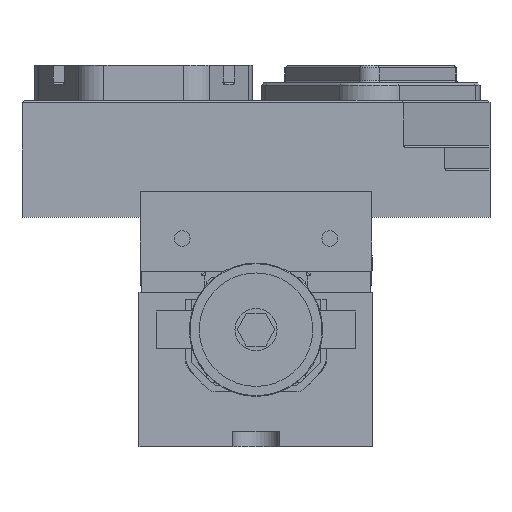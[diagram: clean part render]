
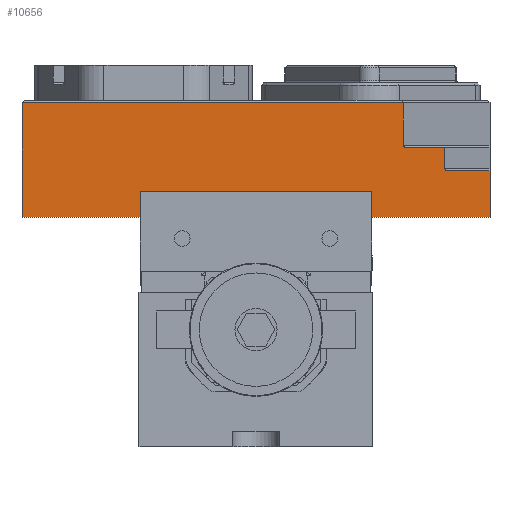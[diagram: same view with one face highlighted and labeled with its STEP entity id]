
A CAD part, front view. The second image highlights one B-rep face of the part: STEP entity #10656.
In plain terms, the highlighted planar face has unit normal (0, -1, 0).
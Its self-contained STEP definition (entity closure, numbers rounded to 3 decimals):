
#804=ELLIPSE('',#11458,0.889,0.75);
#806=ELLIPSE('',#11462,0.889,0.75);
#1318=FACE_OUTER_BOUND('',#1969,.T.);
#1969=EDGE_LOOP('',(#9360,#9361,#9362,#9363,#9364,#9365,#9366,#9367,#9368,
#9369));
#2901=LINE('',#18581,#3995);
#2905=LINE('',#18594,#3999);
#3035=LINE('',#20888,#4129);
#3048=LINE('',#20910,#4142);
#3051=LINE('',#20915,#4145);
#3052=LINE('',#20918,#4146);
#3053=LINE('',#20919,#4147);
#3054=LINE('',#20920,#4148);
#3995=VECTOR('',#13892,10.);
#3999=VECTOR('',#13904,10.);
#4129=VECTOR('',#14282,10.);
#4142=VECTOR('',#14303,10.);
#4145=VECTOR('',#14308,10.);
#4146=VECTOR('',#14311,10.);
#4147=VECTOR('',#14312,10.);
#4148=VECTOR('',#14313,10.);
#4990=VERTEX_POINT('',#18571);
#4991=VERTEX_POINT('',#18572);
#4994=VERTEX_POINT('',#18580);
#4995=VERTEX_POINT('',#18584);
#4996=VERTEX_POINT('',#18585);
#4999=VERTEX_POINT('',#18593);
#5141=VERTEX_POINT('',#20886);
#5142=VERTEX_POINT('',#20887);
#5147=VERTEX_POINT('',#20909);
#5149=VERTEX_POINT('',#20917);
#6357=EDGE_CURVE('',#4990,#4991,#804,.T.);
#6361=EDGE_CURVE('',#4994,#4991,#2901,.T.);
#6363=EDGE_CURVE('',#4995,#4996,#806,.T.);
#6367=EDGE_CURVE('',#4999,#4996,#2905,.T.);
#6569=EDGE_CURVE('',#5141,#5142,#3035,.T.);
#6582=EDGE_CURVE('',#4994,#5147,#3048,.T.);
#6585=EDGE_CURVE('',#4995,#5142,#3051,.T.);
#6586=EDGE_CURVE('',#5141,#5149,#3052,.T.);
#6587=EDGE_CURVE('',#5147,#5149,#3053,.T.);
#6588=EDGE_CURVE('',#4990,#4999,#3054,.T.);
#9360=ORIENTED_EDGE('',*,*,#6569,.F.);
#9361=ORIENTED_EDGE('',*,*,#6586,.T.);
#9362=ORIENTED_EDGE('',*,*,#6587,.F.);
#9363=ORIENTED_EDGE('',*,*,#6582,.F.);
#9364=ORIENTED_EDGE('',*,*,#6361,.T.);
#9365=ORIENTED_EDGE('',*,*,#6357,.F.);
#9366=ORIENTED_EDGE('',*,*,#6588,.T.);
#9367=ORIENTED_EDGE('',*,*,#6367,.T.);
#9368=ORIENTED_EDGE('',*,*,#6363,.F.);
#9369=ORIENTED_EDGE('',*,*,#6585,.T.);
#10122=PLANE('',#11594);
#10656=ADVANCED_FACE('',(#1318),#10122,.T.);
#11458=AXIS2_PLACEMENT_3D('',#18573,#13884,#13885);
#11462=AXIS2_PLACEMENT_3D('',#18586,#13896,#13897);
#11594=AXIS2_PLACEMENT_3D('',#20916,#14309,#14310);
#13884=DIRECTION('center_axis',(0.,-1.,0.));
#13885=DIRECTION('ref_axis',(-1.,0.,0.));
#13892=DIRECTION('',(-1.,0.,0.));
#13896=DIRECTION('center_axis',(0.,-1.,0.));
#13897=DIRECTION('ref_axis',(-1.,0.,0.));
#13904=DIRECTION('',(-1.,0.,0.));
#14282=DIRECTION('',(1.,0.,0.));
#14303=DIRECTION('',(0.,0.,-1.));
#14308=DIRECTION('',(0.,0.,1.));
#14309=DIRECTION('center_axis',(0.,-1.,0.));
#14310=DIRECTION('ref_axis',(-1.,0.,0.));
#14311=DIRECTION('',(0.,0.,-1.));
#14312=DIRECTION('',(-1.,0.,0.));
#14313=DIRECTION('',(0.,0.,1.));
#18571=CARTESIAN_POINT('',(80.757,-101.,-29.25));
#18572=CARTESIAN_POINT('',(81.646,-101.,-30.));
#18573=CARTESIAN_POINT('Origin',(81.646,-101.,-29.25));
#18580=CARTESIAN_POINT('',(100.,-101.,-30.));
#18581=CARTESIAN_POINT('',(95.189,-101.,-30.));
#18584=CARTESIAN_POINT('',(62.981,-101.,-19.25));
#18585=CARTESIAN_POINT('',(63.87,-101.,-20.));
#18586=CARTESIAN_POINT('Origin',(63.87,-101.,-19.25));
#18593=CARTESIAN_POINT('',(80.757,-101.,-20.));
#18594=CARTESIAN_POINT('',(90.745,-101.,-20.));
#20886=CARTESIAN_POINT('',(-100.,-101.,-1.));
#20887=CARTESIAN_POINT('',(62.981,-101.,-1.));
#20888=CARTESIAN_POINT('',(50.,-101.,-1.));
#20909=CARTESIAN_POINT('',(100.,-101.,-50.));
#20910=CARTESIAN_POINT('',(100.,-101.,0.));
#20915=CARTESIAN_POINT('',(62.981,-101.,0.));
#20916=CARTESIAN_POINT('Origin',(100.,-101.,0.));
#20917=CARTESIAN_POINT('',(-100.,-101.,-50.));
#20918=CARTESIAN_POINT('',(-100.,-101.,0.));
#20919=CARTESIAN_POINT('',(100.,-101.,-50.));
#20920=CARTESIAN_POINT('',(80.757,-101.,0.));
